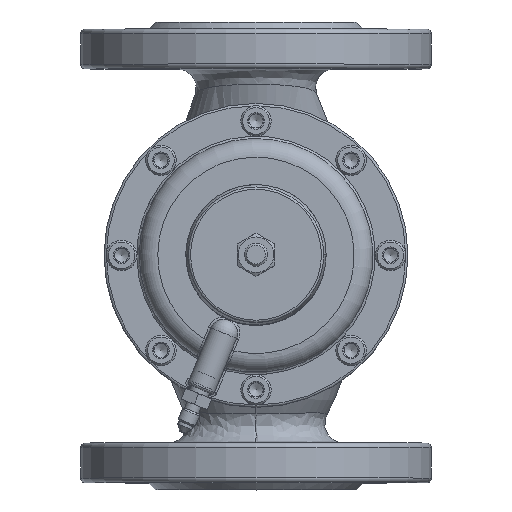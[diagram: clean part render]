
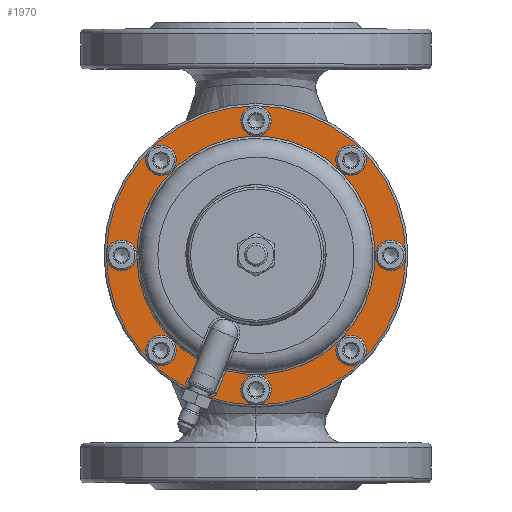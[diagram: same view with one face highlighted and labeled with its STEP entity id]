
A CAD part, top view. The second image highlights one B-rep face of the part: STEP entity #1970.
In plain terms, the highlighted face is planar.
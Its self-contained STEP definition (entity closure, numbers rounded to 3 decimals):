
#1970=ADVANCED_FACE('',(#11253,#11255,#11257,#11259,#11261,#11263,#11265,#11267,
#11269,#11271),#11273,.T.);
#11253=FACE_BOUND('',#11254,.T.);
#11254=EDGE_LOOP('',(#18789));
#11255=FACE_BOUND('',#11256,.T.);
#11256=EDGE_LOOP('',(#18790,#18791,#18792,#18793,#18794,#18795));
#11257=FACE_BOUND('',#11258,.T.);
#11258=EDGE_LOOP('',(#18796));
#11259=FACE_BOUND('',#11260,.T.);
#11260=EDGE_LOOP('',(#18797));
#11261=FACE_BOUND('',#11262,.T.);
#11262=EDGE_LOOP('',(#18798));
#11263=FACE_BOUND('',#11264,.T.);
#11264=EDGE_LOOP('',(#18799));
#11265=FACE_BOUND('',#11266,.T.);
#11266=EDGE_LOOP('',(#18800));
#11267=FACE_BOUND('',#11268,.T.);
#11268=EDGE_LOOP('',(#18801));
#11269=FACE_BOUND('',#11270,.T.);
#11270=EDGE_LOOP('',(#18802));
#11271=FACE_BOUND('',#11272,.T.);
#11272=EDGE_LOOP('',(#18803));
#11273=PLANE('',#11274);
#11274=AXIS2_PLACEMENT_3D('',#11275,#11276,#11277);
#11275=CARTESIAN_POINT('',(0.,72.,0.));
#11276=DIRECTION('',(0.,1.,0.));
#11277=DIRECTION('',(1.,0.,0.));
#18789=ORIENTED_EDGE('',*,*,#20167,.T.);
#18790=ORIENTED_EDGE('',*,*,#20168,.F.);
#18791=ORIENTED_EDGE('',*,*,#20149,.F.);
#18792=ORIENTED_EDGE('',*,*,#20169,.F.);
#18793=ORIENTED_EDGE('',*,*,#20170,.F.);
#18794=ORIENTED_EDGE('',*,*,#20171,.F.);
#18795=ORIENTED_EDGE('',*,*,#20172,.F.);
#18796=ORIENTED_EDGE('',*,*,#20173,.T.);
#18797=ORIENTED_EDGE('',*,*,#20174,.T.);
#18798=ORIENTED_EDGE('',*,*,#20175,.T.);
#18799=ORIENTED_EDGE('',*,*,#20176,.T.);
#18800=ORIENTED_EDGE('',*,*,#20177,.T.);
#18801=ORIENTED_EDGE('',*,*,#20178,.T.);
#18802=ORIENTED_EDGE('',*,*,#20179,.T.);
#18803=ORIENTED_EDGE('',*,*,#20180,.T.);
#20149=EDGE_CURVE('',#20956,#20949,#20958,.T.);
#20167=EDGE_CURVE('',#20991,#20991,#20992,.T.);
#20168=EDGE_CURVE('',#20949,#20993,#20994,.F.);
#20169=EDGE_CURVE('',#20995,#20956,#20996,.T.);
#20170=EDGE_CURVE('',#20997,#20995,#20998,.T.);
#20171=EDGE_CURVE('',#20999,#20997,#21000,.F.);
#20172=EDGE_CURVE('',#20993,#20999,#21001,.T.);
#20173=EDGE_CURVE('',#21002,#21002,#21003,.F.);
#20174=EDGE_CURVE('',#21004,#21004,#21005,.F.);
#20175=EDGE_CURVE('',#21006,#21006,#21007,.F.);
#20176=EDGE_CURVE('',#21008,#21008,#21009,.F.);
#20177=EDGE_CURVE('',#21010,#21010,#21011,.F.);
#20178=EDGE_CURVE('',#21012,#21012,#21013,.F.);
#20179=EDGE_CURVE('',#21014,#21014,#21015,.F.);
#20180=EDGE_CURVE('',#21016,#21016,#21017,.F.);
#20949=VERTEX_POINT('',#28789);
#20956=VERTEX_POINT('',#28901);
#20958=LINE('',#28909,#28910);
#20991=VERTEX_POINT('',#29092);
#20992=CIRCLE('',#29093,64.);
#20993=VERTEX_POINT('',#29097);
#20994=CIRCLE('',#29098,2.);
#20995=VERTEX_POINT('',#29102);
#20996=CIRCLE('',#29103,51.);
#20997=VERTEX_POINT('',#29107);
#20998=LINE('',#29108,#29109);
#20999=VERTEX_POINT('',#29111);
#21000=CIRCLE('',#29112,2.);
#21001=LINE('',#29116,#29117);
#21002=VERTEX_POINT('',#29119);
#21003=CIRCLE('',#29120,3.);
#21004=VERTEX_POINT('',#29124);
#21005=CIRCLE('',#29125,3.);
#21006=VERTEX_POINT('',#29129);
#21007=CIRCLE('',#29130,3.);
#21008=VERTEX_POINT('',#29134);
#21009=CIRCLE('',#29135,3.);
#21010=VERTEX_POINT('',#29139);
#21011=CIRCLE('',#29140,3.);
#21012=VERTEX_POINT('',#29144);
#21013=CIRCLE('',#29145,3.);
#21014=VERTEX_POINT('',#29149);
#21015=CIRCLE('',#29150,3.);
#21016=VERTEX_POINT('',#29154);
#21017=CIRCLE('',#29155,3.);
#28789=CARTESIAN_POINT('',(-28.224,72.,52.46));
#28901=CARTESIAN_POINT('',(-24.925,72.,44.495));
#28909=CARTESIAN_POINT('',(-24.925,72.,44.495));
#28910=VECTOR('',#28911,1.);
#28911=DIRECTION('',(-0.383,0.,0.924));
#29092=CARTESIAN_POINT('',(64.,72.,0.));
#29093=AXIS2_PLACEMENT_3D('',#29094,#29095,#29096);
#29094=CARTESIAN_POINT('',(0.,72.,0.));
#29095=DIRECTION('',(0.,1.,0.));
#29096=DIRECTION('',(1.,0.,0.));
#29097=CARTESIAN_POINT('',(-28.728,72.,56.291));
#29098=AXIS2_PLACEMENT_3D('',#29099,#29100,#29101);
#29099=CARTESIAN_POINT('',(-27.963,72.,54.443));
#29100=DIRECTION('',(0.,-1.,0.));
#29101=DIRECTION('',(-0.383,0.,0.924));
#29102=CARTESIAN_POINT('',(-12.865,72.,49.351));
#29103=AXIS2_PLACEMENT_3D('',#29104,#29105,#29106);
#29104=CARTESIAN_POINT('',(0.,72.,0.));
#29105=DIRECTION('',(0.,1.,0.));
#29106=DIRECTION('',(-0.252,0.,0.968));
#29107=CARTESIAN_POINT('',(-16.877,72.,59.035));
#29108=CARTESIAN_POINT('',(-16.877,72.,59.035));
#29109=VECTOR('',#29110,1.);
#29110=DIRECTION('',(0.383,0.,-0.924));
#29111=CARTESIAN_POINT('',(-19.49,72.,60.118));
#29112=AXIS2_PLACEMENT_3D('',#29113,#29114,#29115);
#29113=CARTESIAN_POINT('',(-18.724,72.,58.27));
#29114=DIRECTION('',(0.,-1.,0.));
#29115=DIRECTION('',(0.924,0.,0.383));
#29116=CARTESIAN_POINT('',(-28.728,72.,56.291));
#29117=VECTOR('',#29118,1.);
#29118=DIRECTION('',(0.924,0.,0.383));
#29119=CARTESIAN_POINT('',(42.78,72.,-42.78));
#29120=AXIS2_PLACEMENT_3D('',#29121,#29122,#29123);
#29121=CARTESIAN_POINT('',(40.659,72.,-40.659));
#29122=DIRECTION('',(0.,1.,0.));
#29123=DIRECTION('',(0.707,0.,-0.707));
#29124=CARTESIAN_POINT('',(0.,72.,-60.5));
#29125=AXIS2_PLACEMENT_3D('',#29126,#29127,#29128);
#29126=CARTESIAN_POINT('',(0.,72.,-57.5));
#29127=DIRECTION('',(0.,1.,0.));
#29128=DIRECTION('',(0.,0.,-1.));
#29129=CARTESIAN_POINT('',(-42.78,72.,-42.78));
#29130=AXIS2_PLACEMENT_3D('',#29131,#29132,#29133);
#29131=CARTESIAN_POINT('',(-40.659,72.,-40.659));
#29132=DIRECTION('',(0.,1.,0.));
#29133=DIRECTION('',(-0.707,0.,-0.707));
#29134=CARTESIAN_POINT('',(-60.5,72.,0.));
#29135=AXIS2_PLACEMENT_3D('',#29136,#29137,#29138);
#29136=CARTESIAN_POINT('',(-57.5,72.,0.));
#29137=DIRECTION('',(0.,1.,0.));
#29138=DIRECTION('',(-1.,0.,0.));
#29139=CARTESIAN_POINT('',(-42.78,72.,42.78));
#29140=AXIS2_PLACEMENT_3D('',#29141,#29142,#29143);
#29141=CARTESIAN_POINT('',(-40.659,72.,40.659));
#29142=DIRECTION('',(0.,1.,0.));
#29143=DIRECTION('',(-0.707,0.,0.707));
#29144=CARTESIAN_POINT('',(0.,72.,60.5));
#29145=AXIS2_PLACEMENT_3D('',#29146,#29147,#29148);
#29146=CARTESIAN_POINT('',(0.,72.,57.5));
#29147=DIRECTION('',(0.,1.,0.));
#29148=DIRECTION('',(0.,0.,1.));
#29149=CARTESIAN_POINT('',(42.78,72.,42.78));
#29150=AXIS2_PLACEMENT_3D('',#29151,#29152,#29153);
#29151=CARTESIAN_POINT('',(40.659,72.,40.659));
#29152=DIRECTION('',(0.,1.,0.));
#29153=DIRECTION('',(0.707,0.,0.707));
#29154=CARTESIAN_POINT('',(60.5,72.,0.));
#29155=AXIS2_PLACEMENT_3D('',#29156,#29157,#29158);
#29156=CARTESIAN_POINT('',(57.5,72.,0.));
#29157=DIRECTION('',(0.,1.,0.));
#29158=DIRECTION('',(1.,0.,0.));
